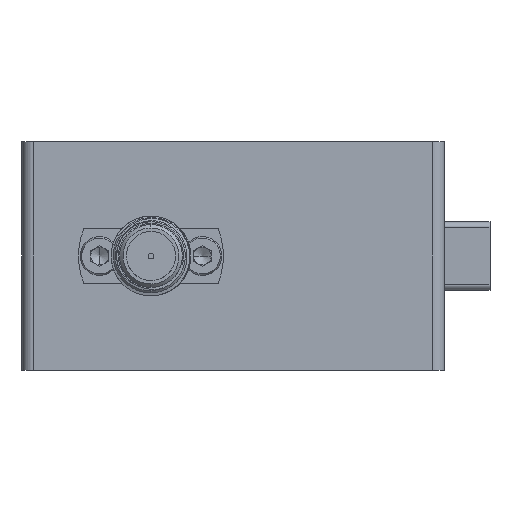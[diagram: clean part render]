
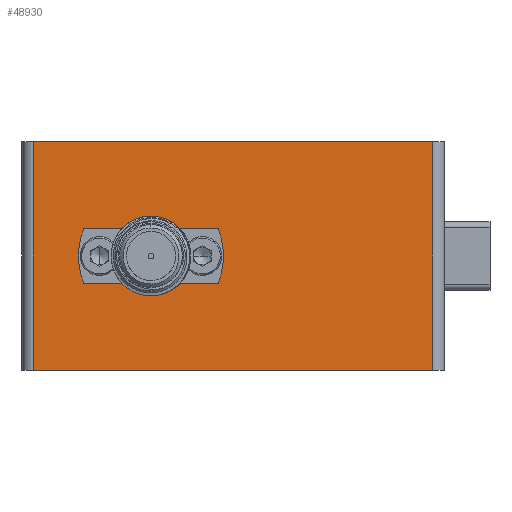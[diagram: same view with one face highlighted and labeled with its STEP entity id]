
A CAD part, left-side view. The second image highlights one B-rep face of the part: STEP entity #48930.
In plain terms, the highlighted planar face has unit normal (-1, 0, 0).
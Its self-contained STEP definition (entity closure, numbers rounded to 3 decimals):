
#698 = FACE_BOUND ( 'NONE', #24370, .T. ) ;
#852 = CIRCLE ( 'NONE', #50339, 1.075 ) ;
#998 = CARTESIAN_POINT ( 'NONE',  ( -21.5, 7.9, -10. ) ) ;
#1956 = DIRECTION ( 'NONE',  ( 0., 0., -1. ) ) ;
#2642 = CARTESIAN_POINT ( 'NONE',  ( -21.5, 13.7, 0. ) ) ;
#3016 = EDGE_CURVE ( 'NONE', #46667, #55478, #7293, .T. ) ;
#3153 = DIRECTION ( 'NONE',  ( -1., 0., 0. ) ) ;
#4089 = VERTEX_POINT ( 'NONE', #48537 ) ;
#4821 = ORIENTED_EDGE ( 'NONE', *, *, #19684, .F. ) ;
#6226 = AXIS2_PLACEMENT_3D ( 'NONE', #63294, #16170, #43341 ) ;
#6318 = DIRECTION ( 'NONE',  ( 0., -1., 0. ) ) ;
#7293 = CIRCLE ( 'NONE', #6226, 1.075 ) ;
#8144 = ORIENTED_EDGE ( 'NONE', *, *, #32224, .F. ) ;
#8216 = EDGE_CURVE ( 'NONE', #43520, #57305, #35270, .T. ) ;
#8486 = DIRECTION ( 'NONE',  ( 0., 0., 1. ) ) ;
#9730 = VECTOR ( 'NONE', #6318, 1000. ) ;
#10460 = CARTESIAN_POINT ( 'NONE',  ( -21.5, 13.7, 0. ) ) ;
#10958 = EDGE_LOOP ( 'NONE', ( #29519, #4821, #23254, #53120 ) ) ;
#11010 = CARTESIAN_POINT ( 'NONE',  ( -21.5, 13.7, 0. ) ) ;
#11346 = FACE_BOUND ( 'NONE', #54981, .T. ) ;
#11740 = VECTOR ( 'NONE', #28555, 1000. ) ;
#14539 = CARTESIAN_POINT ( 'NONE',  ( -21.5, 3.4, -7.8 ) ) ;
#15301 = AXIS2_PLACEMENT_3D ( 'NONE', #17164, #59817, #33682 ) ;
#16170 = DIRECTION ( 'NONE',  ( -1., 0., 0. ) ) ;
#17164 = CARTESIAN_POINT ( 'NONE',  ( -21.5, 3.4, -10. ) ) ;
#18098 = AXIS2_PLACEMENT_3D ( 'NONE', #11010, #32003, #53009 ) ;
#18253 = CARTESIAN_POINT ( 'NONE',  ( -21.5, 13.7, -20. ) ) ;
#19684 = EDGE_CURVE ( 'NONE', #29173, #22330, #59192, .T. ) ;
#22330 = VERTEX_POINT ( 'NONE', #44128 ) ;
#22626 = DIRECTION ( 'NONE',  ( 0., -1., 0. ) ) ;
#23036 = ORIENTED_EDGE ( 'NONE', *, *, #49772, .F. ) ;
#23206 = EDGE_CURVE ( 'NONE', #48689, #4089, #37631, .T. ) ;
#23254 = ORIENTED_EDGE ( 'NONE', *, *, #47262, .F. ) ;
#23399 = CARTESIAN_POINT ( 'NONE',  ( -21.5, 7.9, -10. ) ) ;
#24370 = EDGE_LOOP ( 'NONE', ( #8144, #62205 ) ) ;
#25478 = ORIENTED_EDGE ( 'NONE', *, *, #37209, .F. ) ;
#27145 = DIRECTION ( 'NONE',  ( -1., 0., 0. ) ) ;
#27554 = CARTESIAN_POINT ( 'NONE',  ( -21.5, 13.7, 0. ) ) ;
#28555 = DIRECTION ( 'NONE',  ( 0., -1., 0. ) ) ;
#28609 = CARTESIAN_POINT ( 'NONE',  ( -21.5, 3.4, -10. ) ) ;
#29082 = CARTESIAN_POINT ( 'NONE',  ( -21.5, -1.1, -10. ) ) ;
#29173 = VERTEX_POINT ( 'NONE', #10460 ) ;
#29519 = ORIENTED_EDGE ( 'NONE', *, *, #44175, .F. ) ;
#30848 = AXIS2_PLACEMENT_3D ( 'NONE', #23399, #44415, #65355 ) ;
#32003 = DIRECTION ( 'NONE',  ( 1., 0., 0. ) ) ;
#32043 = ORIENTED_EDGE ( 'NONE', *, *, #8216, .F. ) ;
#32224 = EDGE_CURVE ( 'NONE', #55478, #46667, #34548, .T. ) ;
#32922 = LINE ( 'NONE', #43596, #67221 ) ;
#33244 = CARTESIAN_POINT ( 'NONE',  ( -21.5, -2.175, -10. ) ) ;
#33360 = VECTOR ( 'NONE', #8486, 1000. ) ;
#33682 = DIRECTION ( 'NONE',  ( 0., 0., 1. ) ) ;
#34548 = CIRCLE ( 'NONE', #45577, 1.075 ) ;
#34930 = DIRECTION ( 'NONE',  ( -1., 0., 0. ) ) ;
#35270 = CIRCLE ( 'NONE', #30848, 1.075 ) ;
#37209 = EDGE_CURVE ( 'NONE', #49707, #65677, #57074, .T. ) ;
#37631 = LINE ( 'NONE', #47970, #9730 ) ;
#37933 = CIRCLE ( 'NONE', #49012, 2.2 ) ;
#41734 = CARTESIAN_POINT ( 'NONE',  ( -21.5, -0.025, -10. ) ) ;
#43007 = PLANE ( 'NONE',  #18098 ) ;
#43341 = DIRECTION ( 'NONE',  ( 0., -1., 0. ) ) ;
#43520 = VERTEX_POINT ( 'NONE', #53510 ) ;
#43596 = CARTESIAN_POINT ( 'NONE',  ( -21.5, -21.3, 0. ) ) ;
#44128 = CARTESIAN_POINT ( 'NONE',  ( -21.5, -21.3, 0. ) ) ;
#44175 = EDGE_CURVE ( 'NONE', #22330, #4089, #32922, .T. ) ;
#44415 = DIRECTION ( 'NONE',  ( -1., 0., 0. ) ) ;
#45434 = EDGE_LOOP ( 'NONE', ( #65001, #32043 ) ) ;
#45577 = AXIS2_PLACEMENT_3D ( 'NONE', #29082, #34930, #61072 ) ;
#46667 = VERTEX_POINT ( 'NONE', #41734 ) ;
#47175 = FACE_OUTER_BOUND ( 'NONE', #10958, .T. ) ;
#47262 = EDGE_CURVE ( 'NONE', #48689, #29173, #60780, .T. ) ;
#47970 = CARTESIAN_POINT ( 'NONE',  ( -21.5, 13.7, -20. ) ) ;
#48537 = CARTESIAN_POINT ( 'NONE',  ( -21.5, -21.3, -20. ) ) ;
#48689 = VERTEX_POINT ( 'NONE', #18253 ) ;
#48930 = ADVANCED_FACE ( 'NONE', ( #47175, #11346, #698, #58159 ), #43007, .F. ) ;
#49012 = AXIS2_PLACEMENT_3D ( 'NONE', #28609, #3153, #51345 ) ;
#49707 = VERTEX_POINT ( 'NONE', #60944 ) ;
#49772 = EDGE_CURVE ( 'NONE', #65677, #49707, #37933, .T. ) ;
#50339 = AXIS2_PLACEMENT_3D ( 'NONE', #998, #27145, #22626 ) ;
#51345 = DIRECTION ( 'NONE',  ( 0., 0., 1. ) ) ;
#51663 = CARTESIAN_POINT ( 'NONE',  ( -21.5, 6.825, -10. ) ) ;
#53009 = DIRECTION ( 'NONE',  ( 0., 1., 0. ) ) ;
#53120 = ORIENTED_EDGE ( 'NONE', *, *, #23206, .T. ) ;
#53510 = CARTESIAN_POINT ( 'NONE',  ( -21.5, 8.975, -10. ) ) ;
#54334 = EDGE_CURVE ( 'NONE', #57305, #43520, #852, .T. ) ;
#54981 = EDGE_LOOP ( 'NONE', ( #23036, #25478 ) ) ;
#55478 = VERTEX_POINT ( 'NONE', #33244 ) ;
#57074 = CIRCLE ( 'NONE', #15301, 2.2 ) ;
#57305 = VERTEX_POINT ( 'NONE', #51663 ) ;
#58159 = FACE_BOUND ( 'NONE', #45434, .T. ) ;
#59192 = LINE ( 'NONE', #27554, #11740 ) ;
#59817 = DIRECTION ( 'NONE',  ( -1., 0., 0. ) ) ;
#60780 = LINE ( 'NONE', #2642, #33360 ) ;
#60944 = CARTESIAN_POINT ( 'NONE',  ( -21.5, 3.4, -12.2 ) ) ;
#61072 = DIRECTION ( 'NONE',  ( 0., -1., 0. ) ) ;
#62205 = ORIENTED_EDGE ( 'NONE', *, *, #3016, .F. ) ;
#63294 = CARTESIAN_POINT ( 'NONE',  ( -21.5, -1.1, -10. ) ) ;
#65001 = ORIENTED_EDGE ( 'NONE', *, *, #54334, .F. ) ;
#65355 = DIRECTION ( 'NONE',  ( 0., -1., 0. ) ) ;
#65677 = VERTEX_POINT ( 'NONE', #14539 ) ;
#67221 = VECTOR ( 'NONE', #1956, 1000. ) ;
